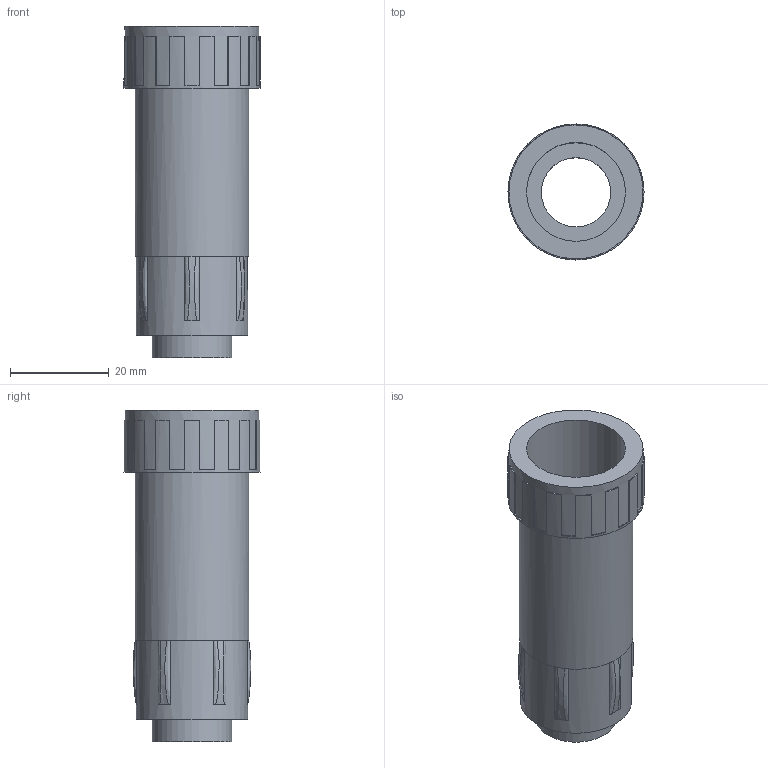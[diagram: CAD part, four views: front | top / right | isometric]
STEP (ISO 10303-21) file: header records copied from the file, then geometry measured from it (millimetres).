
FILE_DESCRIPTION (( 'STEP AP203' ), '1' );
FILE_NAME ('CTA10D-GS20-K41-050 Ìóôòà òðóáà 20 - òðóáà àðìèðîâàííàÿ 20. IP65 GS20 ÈÝÊ.STEP', '2016-07-04T13:52:43', ( '' ), ( '' ), 'SwSTEP 2.0', 'SolidWorks 2014', '' );
FILE_SCHEMA (( 'CONFIG_CONTROL_DESIGN' ));
Length unit declared in the file: millimetre
Products named in the file (1): CTA10D-GS20-K41-050 Ìóôòà òðóáà 20 - òðóáà àðìèðîâàííàÿ 20. IP65 GS20 ÈÝÊ
Bounding box: 27.5 x 27.5 x 67 mm (x, y, z)
Volume: 9302.4 mm3; surface area: 11485.4 mm2
Topology: 1 solids, 1 shells, 118 faces, 313 edges, 201 vertices
Faces by surface type: plane 92, cylinder 14, bspline 12
Full cylindrical faces by diameter (mm): 14 x1, 16 x1, 20 x2, 22.5 x1, 23 x1, 27.1 x1, 27.5 x1
Entity records: 4505 total; most frequent: CARTESIAN_POINT 1611, ORIENTED_EDGE 600, DIRECTION 570, EDGE_CURVE 300, AXIS2_PLACEMENT_3D 211, VERTEX_POINT 196, LINE 148, VECTOR 148
